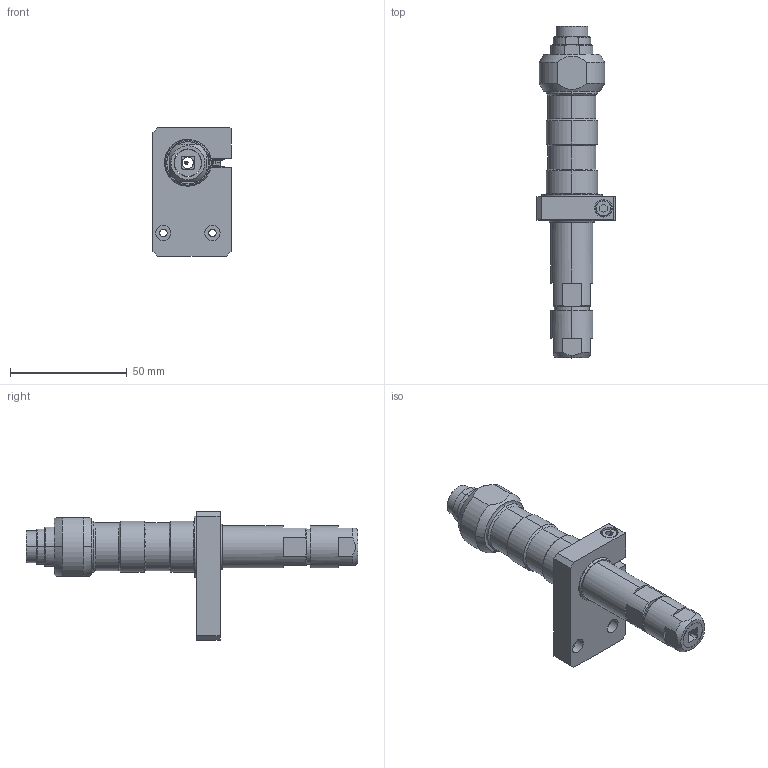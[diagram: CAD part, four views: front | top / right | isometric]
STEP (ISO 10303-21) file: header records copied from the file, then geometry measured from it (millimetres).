
FILE_DESCRIPTION (( 'STEP AP214' ), '1' );
FILE_NAME ('TR245-A.STEP', '2018-04-24T06:02:41', ( 'Fontanilla' ), ( 'Microsoft' ), 'SwSTEP 2.0', 'SolidWorks 2017', '' );
FILE_SCHEMA (( 'AUTOMOTIVE_DESIGN' ));
Length unit declared in the file: millimetre
Products named in the file (1): TR245-A
Bounding box: 33.5 x 142 x 55 mm (x, y, z)
Surface area: 18527.1 mm2 (no closed solid volume)
Topology: 0 solids, 22 shells, 216 faces, 577 edges, 375 vertices
Faces by surface type: cylinder 76, plane 64, cone 59, torus 16, bspline 1
Entity records: 9392 total; most frequent: CARTESIAN_POINT 1493, DIRECTION 1259, ORIENTED_EDGE 1028, EDGE_CURVE 577, AXIS2_PLACEMENT_3D 505, VERTEX_POINT 375, CIRCLE 289, LINE 249
